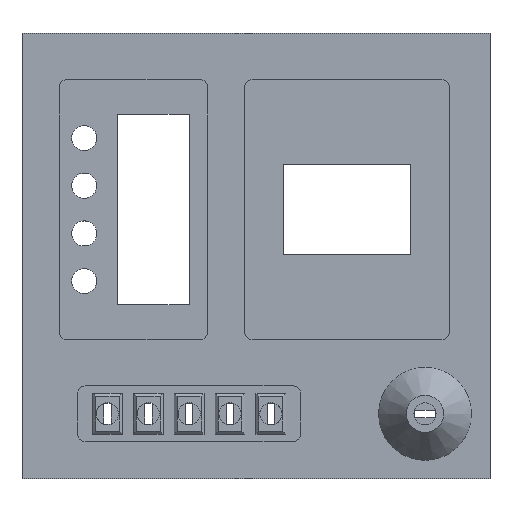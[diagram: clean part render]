
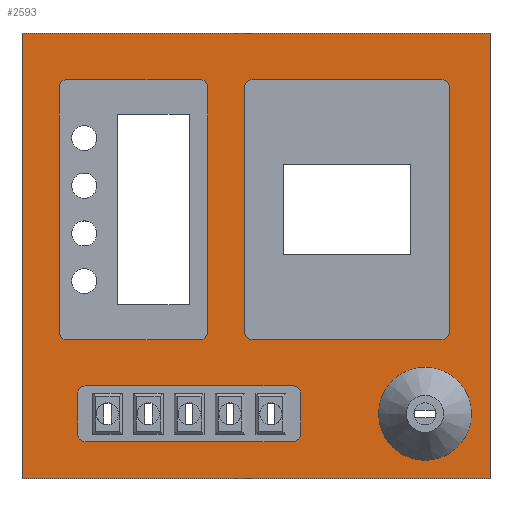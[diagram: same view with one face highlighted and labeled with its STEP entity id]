
A CAD part, top view. The second image highlights one B-rep face of the part: STEP entity #2593.
In plain terms, the highlighted planar face has unit normal (0, 0, 1).
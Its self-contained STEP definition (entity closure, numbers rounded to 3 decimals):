
#55=FACE_BOUND('',#476,.T.);
#56=FACE_BOUND('',#477,.T.);
#57=FACE_BOUND('',#478,.T.);
#58=FACE_BOUND('',#479,.T.);
#104=CIRCLE('',#2643,2.);
#108=CIRCLE('',#2650,2.);
#109=CIRCLE('',#2653,2.);
#110=CIRCLE('',#2656,2.);
#112=CIRCLE('',#2659,2.);
#120=CIRCLE('',#2670,2.);
#121=CIRCLE('',#2673,2.);
#122=CIRCLE('',#2676,2.);
#124=CIRCLE('',#2679,2.);
#126=CIRCLE('',#2683,2.);
#128=CIRCLE('',#2687,2.);
#130=CIRCLE('',#2691,2.);
#306=FACE_OUTER_BOUND('',#475,.T.);
#475=EDGE_LOOP('',(#2220,#2221,#2222,#2223));
#476=EDGE_LOOP('',(#2224,#2225,#2226,#2227,#2228,#2229,#2230,#2231));
#477=EDGE_LOOP('',(#2232,#2233,#2234,#2235,#2236,#2237,#2238,#2239));
#478=EDGE_LOOP('',(#2240,#2241,#2242,#2243));
#479=EDGE_LOOP('',(#2244,#2245,#2246,#2247,#2248,#2249,#2250,#2251));
#519=LINE('',#3643,#798);
#545=LINE('',#3703,#824);
#548=LINE('',#3711,#827);
#554=LINE('',#3730,#833);
#564=LINE('',#3766,#843);
#567=LINE('',#3774,#846);
#571=LINE('',#3790,#850);
#577=LINE('',#3805,#856);
#581=LINE('',#3817,#860);
#584=LINE('',#3826,#863);
#585=LINE('',#3828,#864);
#755=LINE('',#4242,#1034);
#756=LINE('',#4246,#1035);
#757=LINE('',#4248,#1036);
#758=LINE('',#4250,#1037);
#759=LINE('',#4251,#1038);
#760=LINE('',#4254,#1039);
#761=LINE('',#4256,#1040);
#762=LINE('',#4258,#1041);
#763=LINE('',#4259,#1042);
#798=VECTOR('',#2918,10.);
#824=VECTOR('',#2958,10.);
#827=VECTOR('',#2967,10.);
#833=VECTOR('',#2985,10.);
#843=VECTOR('',#3017,10.);
#846=VECTOR('',#3026,10.);
#850=VECTOR('',#3042,10.);
#856=VECTOR('',#3056,10.);
#860=VECTOR('',#3068,10.);
#863=VECTOR('',#3079,10.);
#864=VECTOR('',#3082,10.);
#1034=VECTOR('',#3528,10.);
#1035=VECTOR('',#3531,10.);
#1036=VECTOR('',#3532,10.);
#1037=VECTOR('',#3533,10.);
#1038=VECTOR('',#3534,10.);
#1039=VECTOR('',#3535,10.);
#1040=VECTOR('',#3536,10.);
#1041=VECTOR('',#3537,10.);
#1042=VECTOR('',#3538,10.);
#1075=VERTEX_POINT('',#3633);
#1076=VERTEX_POINT('',#3635);
#1078=VERTEX_POINT('',#3641);
#1104=VERTEX_POINT('',#3697);
#1105=VERTEX_POINT('',#3701);
#1106=VERTEX_POINT('',#3705);
#1107=VERTEX_POINT('',#3707);
#1108=VERTEX_POINT('',#3713);
#1111=VERTEX_POINT('',#3720);
#1112=VERTEX_POINT('',#3722);
#1114=VERTEX_POINT('',#3728);
#1128=VERTEX_POINT('',#3760);
#1129=VERTEX_POINT('',#3764);
#1130=VERTEX_POINT('',#3768);
#1131=VERTEX_POINT('',#3772);
#1132=VERTEX_POINT('',#3776);
#1135=VERTEX_POINT('',#3783);
#1136=VERTEX_POINT('',#3785);
#1137=VERTEX_POINT('',#3789);
#1141=VERTEX_POINT('',#3798);
#1142=VERTEX_POINT('',#3800);
#1145=VERTEX_POINT('',#3810);
#1146=VERTEX_POINT('',#3812);
#1148=VERTEX_POINT('',#3821);
#1255=VERTEX_POINT('',#4244);
#1256=VERTEX_POINT('',#4245);
#1257=VERTEX_POINT('',#4247);
#1258=VERTEX_POINT('',#4249);
#1259=VERTEX_POINT('',#4252);
#1260=VERTEX_POINT('',#4253);
#1261=VERTEX_POINT('',#4255);
#1262=VERTEX_POINT('',#4257);
#1297=EDGE_CURVE('',#1075,#1076,#104,.F.);
#1301=EDGE_CURVE('',#1075,#1078,#519,.T.);
#1329=EDGE_CURVE('',#1104,#1078,#108,.F.);
#1331=EDGE_CURVE('',#1104,#1105,#545,.T.);
#1333=EDGE_CURVE('',#1106,#1107,#109,.F.);
#1335=EDGE_CURVE('',#1106,#1076,#548,.T.);
#1337=EDGE_CURVE('',#1108,#1105,#110,.F.);
#1340=EDGE_CURVE('',#1111,#1112,#112,.F.);
#1344=EDGE_CURVE('',#1111,#1114,#554,.T.);
#1360=EDGE_CURVE('',#1128,#1114,#120,.F.);
#1362=EDGE_CURVE('',#1128,#1129,#564,.T.);
#1364=EDGE_CURVE('',#1130,#1129,#121,.F.);
#1366=EDGE_CURVE('',#1130,#1131,#567,.T.);
#1368=EDGE_CURVE('',#1132,#1131,#122,.F.);
#1371=EDGE_CURVE('',#1135,#1136,#124,.F.);
#1373=EDGE_CURVE('',#1137,#1136,#571,.T.);
#1378=EDGE_CURVE('',#1141,#1142,#126,.F.);
#1381=EDGE_CURVE('',#1135,#1142,#577,.T.);
#1384=EDGE_CURVE('',#1145,#1146,#128,.F.);
#1387=EDGE_CURVE('',#1141,#1146,#581,.T.);
#1389=EDGE_CURVE('',#1137,#1148,#130,.F.);
#1392=EDGE_CURVE('',#1145,#1148,#584,.T.);
#1393=EDGE_CURVE('',#1132,#1112,#585,.T.);
#1597=EDGE_CURVE('',#1108,#1107,#755,.T.);
#1598=EDGE_CURVE('',#1255,#1256,#756,.T.);
#1599=EDGE_CURVE('',#1256,#1257,#757,.T.);
#1600=EDGE_CURVE('',#1257,#1258,#758,.T.);
#1601=EDGE_CURVE('',#1258,#1255,#759,.T.);
#1602=EDGE_CURVE('',#1259,#1260,#760,.T.);
#1603=EDGE_CURVE('',#1260,#1261,#761,.T.);
#1604=EDGE_CURVE('',#1261,#1262,#762,.T.);
#1605=EDGE_CURVE('',#1262,#1259,#763,.T.);
#2220=ORIENTED_EDGE('',*,*,#1598,.T.);
#2221=ORIENTED_EDGE('',*,*,#1599,.T.);
#2222=ORIENTED_EDGE('',*,*,#1600,.T.);
#2223=ORIENTED_EDGE('',*,*,#1601,.T.);
#2224=ORIENTED_EDGE('',*,*,#1362,.T.);
#2225=ORIENTED_EDGE('',*,*,#1364,.F.);
#2226=ORIENTED_EDGE('',*,*,#1366,.T.);
#2227=ORIENTED_EDGE('',*,*,#1368,.F.);
#2228=ORIENTED_EDGE('',*,*,#1393,.T.);
#2229=ORIENTED_EDGE('',*,*,#1340,.F.);
#2230=ORIENTED_EDGE('',*,*,#1344,.T.);
#2231=ORIENTED_EDGE('',*,*,#1360,.F.);
#2232=ORIENTED_EDGE('',*,*,#1373,.T.);
#2233=ORIENTED_EDGE('',*,*,#1371,.F.);
#2234=ORIENTED_EDGE('',*,*,#1381,.T.);
#2235=ORIENTED_EDGE('',*,*,#1378,.F.);
#2236=ORIENTED_EDGE('',*,*,#1387,.T.);
#2237=ORIENTED_EDGE('',*,*,#1384,.F.);
#2238=ORIENTED_EDGE('',*,*,#1392,.T.);
#2239=ORIENTED_EDGE('',*,*,#1389,.F.);
#2240=ORIENTED_EDGE('',*,*,#1602,.T.);
#2241=ORIENTED_EDGE('',*,*,#1603,.T.);
#2242=ORIENTED_EDGE('',*,*,#1604,.T.);
#2243=ORIENTED_EDGE('',*,*,#1605,.T.);
#2244=ORIENTED_EDGE('',*,*,#1335,.T.);
#2245=ORIENTED_EDGE('',*,*,#1297,.F.);
#2246=ORIENTED_EDGE('',*,*,#1301,.T.);
#2247=ORIENTED_EDGE('',*,*,#1329,.F.);
#2248=ORIENTED_EDGE('',*,*,#1331,.T.);
#2249=ORIENTED_EDGE('',*,*,#1337,.F.);
#2250=ORIENTED_EDGE('',*,*,#1597,.T.);
#2251=ORIENTED_EDGE('',*,*,#1333,.F.);
#2442=PLANE('',#2832);
#2593=ADVANCED_FACE('',(#306,#55,#56,#57,#58),#2442,.T.);
#2643=AXIS2_PLACEMENT_3D('',#3636,#2911,#2912);
#2650=AXIS2_PLACEMENT_3D('',#3699,#2953,#2954);
#2653=AXIS2_PLACEMENT_3D('',#3708,#2962,#2963);
#2656=AXIS2_PLACEMENT_3D('',#3715,#2971,#2972);
#2659=AXIS2_PLACEMENT_3D('',#3723,#2978,#2979);
#2670=AXIS2_PLACEMENT_3D('',#3762,#3012,#3013);
#2673=AXIS2_PLACEMENT_3D('',#3770,#3021,#3022);
#2676=AXIS2_PLACEMENT_3D('',#3778,#3030,#3031);
#2679=AXIS2_PLACEMENT_3D('',#3786,#3037,#3038);
#2683=AXIS2_PLACEMENT_3D('',#3801,#3050,#3051);
#2687=AXIS2_PLACEMENT_3D('',#3813,#3062,#3063);
#2691=AXIS2_PLACEMENT_3D('',#3822,#3073,#3074);
#2832=AXIS2_PLACEMENT_3D('',#4243,#3529,#3530);
#2911=DIRECTION('center_axis',(0.,0.,-1.));
#2912=DIRECTION('ref_axis',(0.707,0.707,0.));
#2918=DIRECTION('',(0.,-1.,0.));
#2953=DIRECTION('center_axis',(0.,0.,-1.));
#2954=DIRECTION('ref_axis',(0.707,-0.707,0.));
#2958=DIRECTION('',(-1.,0.,0.));
#2962=DIRECTION('center_axis',(0.,0.,-1.));
#2963=DIRECTION('ref_axis',(-0.707,0.707,0.));
#2967=DIRECTION('',(1.,0.,0.));
#2971=DIRECTION('center_axis',(0.,0.,-1.));
#2972=DIRECTION('ref_axis',(-0.707,-0.707,0.));
#2978=DIRECTION('center_axis',(0.,0.,-1.));
#2979=DIRECTION('ref_axis',(0.707,-0.707,0.));
#2985=DIRECTION('',(-1.,0.,0.));
#3012=DIRECTION('center_axis',(0.,0.,-1.));
#3013=DIRECTION('ref_axis',(-0.707,-0.707,0.));
#3017=DIRECTION('',(0.,1.,0.));
#3021=DIRECTION('center_axis',(0.,0.,-1.));
#3022=DIRECTION('ref_axis',(-0.707,0.707,0.));
#3026=DIRECTION('',(1.,0.,0.));
#3030=DIRECTION('center_axis',(0.,0.,-1.));
#3031=DIRECTION('ref_axis',(0.707,0.707,0.));
#3037=DIRECTION('center_axis',(0.,0.,-1.));
#3038=DIRECTION('ref_axis',(-0.707,0.707,0.));
#3042=DIRECTION('',(0.,1.,0.));
#3050=DIRECTION('center_axis',(0.,0.,-1.));
#3051=DIRECTION('ref_axis',(0.707,0.707,0.));
#3056=DIRECTION('',(1.,0.,0.));
#3062=DIRECTION('center_axis',(0.,0.,-1.));
#3063=DIRECTION('ref_axis',(0.707,-0.707,0.));
#3068=DIRECTION('',(0.,-1.,0.));
#3073=DIRECTION('center_axis',(0.,0.,-1.));
#3074=DIRECTION('ref_axis',(-0.707,-0.707,0.));
#3079=DIRECTION('',(-1.,0.,0.));
#3082=DIRECTION('',(0.,-1.,0.));
#3528=DIRECTION('',(0.,1.,0.));
#3529=DIRECTION('center_axis',(0.,0.,1.));
#3530=DIRECTION('ref_axis',(1.,0.,0.));
#3531=DIRECTION('',(0.,-1.,0.));
#3532=DIRECTION('',(1.,0.,0.));
#3533=DIRECTION('',(0.,1.,0.));
#3534=DIRECTION('',(-1.,0.,0.));
#3535=DIRECTION('',(0.,-1.,0.));
#3536=DIRECTION('',(-1.,0.,0.));
#3537=DIRECTION('',(0.,1.,0.));
#3538=DIRECTION('',(1.,0.,0.));
#3633=CARTESIAN_POINT('',(75.,23.,3.));
#3635=CARTESIAN_POINT('',(73.,25.,3.));
#3636=CARTESIAN_POINT('Origin',(73.,23.,3.));
#3641=CARTESIAN_POINT('',(75.,12.,3.));
#3643=CARTESIAN_POINT('',(75.,35.,3.));
#3697=CARTESIAN_POINT('',(73.,10.,3.));
#3699=CARTESIAN_POINT('Origin',(73.,12.,3.));
#3701=CARTESIAN_POINT('',(17.,10.,3.));
#3703=CARTESIAN_POINT('',(39.,10.,3.));
#3705=CARTESIAN_POINT('',(17.,25.,3.));
#3707=CARTESIAN_POINT('',(15.,23.,3.));
#3708=CARTESIAN_POINT('Origin',(17.,23.,3.));
#3711=CARTESIAN_POINT('',(69.,25.,3.));
#3713=CARTESIAN_POINT('',(15.,12.,3.));
#3715=CARTESIAN_POINT('Origin',(17.,12.,3.));
#3720=CARTESIAN_POINT('',(48.,37.5,3.));
#3722=CARTESIAN_POINT('',(50.,39.5,3.));
#3723=CARTESIAN_POINT('Origin',(48.,39.5,3.));
#3728=CARTESIAN_POINT('',(12.,37.5,3.));
#3730=CARTESIAN_POINT('',(36.5,37.5,3.));
#3760=CARTESIAN_POINT('',(10.,39.5,3.));
#3762=CARTESIAN_POINT('Origin',(12.,39.5,3.));
#3764=CARTESIAN_POINT('',(10.,105.5,3.));
#3766=CARTESIAN_POINT('',(10.,83.75,3.));
#3768=CARTESIAN_POINT('',(12.,107.5,3.));
#3770=CARTESIAN_POINT('Origin',(12.,105.5,3.));
#3772=CARTESIAN_POINT('',(48.,107.5,3.));
#3774=CARTESIAN_POINT('',(56.5,107.5,3.));
#3776=CARTESIAN_POINT('',(50.,105.5,3.));
#3778=CARTESIAN_POINT('Origin',(48.,105.5,3.));
#3783=CARTESIAN_POINT('',(62.,107.5,3.));
#3785=CARTESIAN_POINT('',(60.,105.5,3.));
#3786=CARTESIAN_POINT('Origin',(62.,105.5,3.));
#3789=CARTESIAN_POINT('',(60.,39.5,3.));
#3790=CARTESIAN_POINT('',(60.,83.75,3.));
#3798=CARTESIAN_POINT('',(115.,105.5,3.));
#3800=CARTESIAN_POINT('',(113.,107.5,3.));
#3801=CARTESIAN_POINT('Origin',(113.,105.5,3.));
#3805=CARTESIAN_POINT('',(89.,107.5,3.));
#3810=CARTESIAN_POINT('',(113.,37.5,3.));
#3812=CARTESIAN_POINT('',(115.,39.5,3.));
#3813=CARTESIAN_POINT('Origin',(113.,39.5,3.));
#3817=CARTESIAN_POINT('',(115.,48.75,3.));
#3821=CARTESIAN_POINT('',(62.,37.5,3.));
#3822=CARTESIAN_POINT('Origin',(62.,39.5,3.));
#3826=CARTESIAN_POINT('',(61.5,37.5,3.));
#3828=CARTESIAN_POINT('',(50.,48.75,3.));
#4242=CARTESIAN_POINT('',(15.,42.5,3.));
#4243=CARTESIAN_POINT('Origin',(63.,60.,3.));
#4244=CARTESIAN_POINT('',(0.,120.,3.));
#4245=CARTESIAN_POINT('',(0.,0.,3.));
#4246=CARTESIAN_POINT('',(0.,120.,3.));
#4247=CARTESIAN_POINT('',(126.,0.,3.));
#4248=CARTESIAN_POINT('',(0.,0.,3.));
#4249=CARTESIAN_POINT('',(126.,120.,3.));
#4250=CARTESIAN_POINT('',(126.,0.,3.));
#4251=CARTESIAN_POINT('',(126.,120.,3.));
#4252=CARTESIAN_POINT('',(111.325,18.511,3.));
#4253=CARTESIAN_POINT('',(111.325,16.489,3.));
#4254=CARTESIAN_POINT('',(111.325,39.255,3.));
#4255=CARTESIAN_POINT('',(105.675,16.489,3.));
#4256=CARTESIAN_POINT('',(87.162,16.489,3.));
#4257=CARTESIAN_POINT('',(105.675,18.511,3.));
#4258=CARTESIAN_POINT('',(105.675,38.245,3.));
#4259=CARTESIAN_POINT('',(84.338,18.511,3.));
